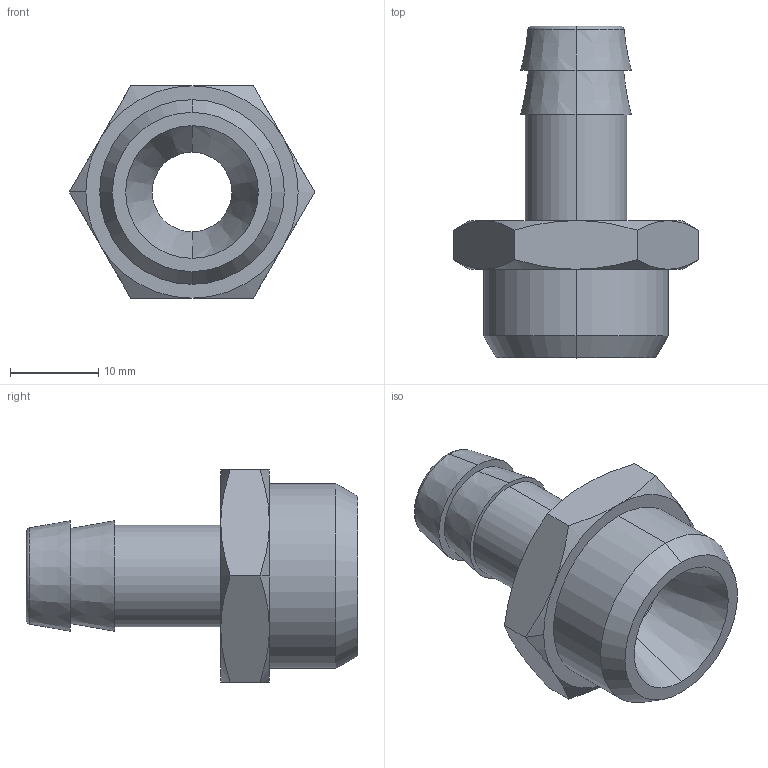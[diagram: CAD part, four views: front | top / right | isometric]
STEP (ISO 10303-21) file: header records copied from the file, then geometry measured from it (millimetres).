
FILE_DESCRIPTION (( 'STEP AP214' ), '1' );
FILE_NAME ('DRF.SP04-12.STEP', '2018-09-03T13:07:32', ( '' ), ( '' ), 'SwSTEP 2.0', 'SolidWorks 2018', '' );
FILE_SCHEMA (( 'AUTOMOTIVE_DESIGN' ));
Length unit declared in the file: millimetre
Products named in the file (1): DRF.SP04-12
Bounding box: 27.71 x 37.5 x 24 mm (x, y, z)
Volume: 5517.4 mm3; surface area: 3743.1 mm2
Topology: 1 solids, 1 shells, 41 faces, 86 edges, 51 vertices
Faces by surface type: cone 21, plane 12, cylinder 6, torus 2
Entity records: 1199 total; most frequent: CARTESIAN_POINT 299, DIRECTION 187, ORIENTED_EDGE 172, EDGE_CURVE 86, AXIS2_PLACEMENT_3D 83, VERTEX_POINT 51, EDGE_LOOP 47, ADVANCED_FACE 41
